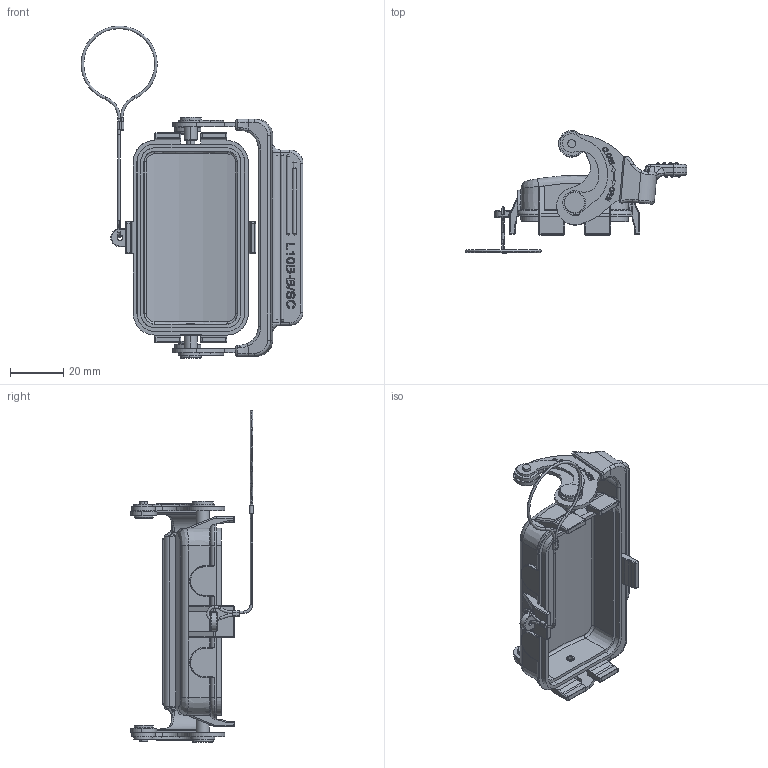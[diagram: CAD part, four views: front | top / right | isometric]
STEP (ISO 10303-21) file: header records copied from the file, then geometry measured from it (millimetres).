
FILE_DESCRIPTION((''),'2;1');
FILE_NAME('H10B-MCV-2B_2_ASM','2021-11-22T',('dn.ye'),(''),'PRO/ENGINEER BY PARAMETRIC TECHNOLOGY CORPORATION, 2012480','PRO/ENGINEER BY PARAMETRIC TECHNOLOGY CORPORATION, 2012480','');
FILE_SCHEMA(('AUTOMOTIVE_DESIGN { 1 0 10303 214 1 1 1 1 }'));
Length unit declared in the file: millimetre
Products named in the file (13): __1; _____-A-1-SOLID1; ASM0035_ASM; 10B-TIEJIAN_9; 10B-TPR_27; WLSC-2_21; XIAODING_7; GUNLUN_1; MAODING_11; L10B-B-SC_ASM_1_ASM; L10B-B-SC_ASM; 5; H10B-MCV-2B_2_ASM
Assembly tree (16 placements, depth 4):
  H10B-MCV-2B_2_ASM
    ASM0035_ASM
      __1
      _____-A-1-SOLID1
    L10B-B-SC_ASM
      L10B-B-SC_ASM_1_ASM
        10B-TIEJIAN_9
        10B-TPR_27
        WLSC-2_21  x2
        XIAODING_7  x2
        GUNLUN_1  x2
        MAODING_11  x2
    5
Bounding box: 83.01 x 45.96 x 124.22 mm (x, y, z)
Volume: 28306.2 mm3; surface area: 32400.6 mm2
Topology: 13 solids, 21 shells, 1421 faces, 3845 edges, 2492 vertices
Faces by surface type: plane 510, cylinder 357, extrusion 296, bspline 102, torus 90, cone 38, sphere 28
Entity records: 53607 total; most frequent: CARTESIAN_POINT 16317, ORIENTED_EDGE 7295, DIRECTION 5884, EDGE_CURVE 3668, VERTEX_POINT 2399, VECTOR 2136, AXIS2_PLACEMENT_3D 1874, LINE 1840
